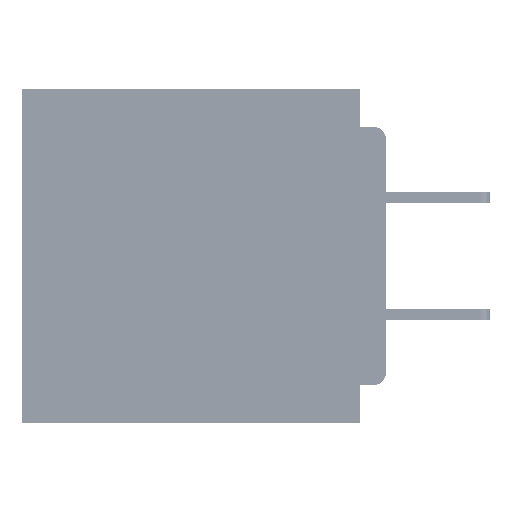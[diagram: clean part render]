
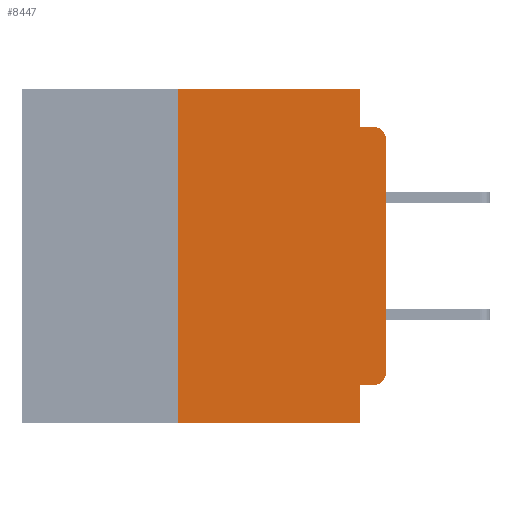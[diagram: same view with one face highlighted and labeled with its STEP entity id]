
A CAD part, left-side view. The second image highlights one B-rep face of the part: STEP entity #8447.
In plain terms, the highlighted planar face has unit normal (-1, 0, 0).
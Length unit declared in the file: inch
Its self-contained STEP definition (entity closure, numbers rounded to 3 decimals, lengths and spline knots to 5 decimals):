
#507 = DIRECTION ( 'NONE',  ( 0., 0., 1. ) ) ;
#1435 = ORIENTED_EDGE ( 'NONE', *, *, #17076, .T. ) ;
#1647 = CARTESIAN_POINT ( 'NONE',  ( 0., 0.25, 0. ) ) ;
#4190 = VERTEX_POINT ( 'NONE', #29910 ) ;
#4316 = CARTESIAN_POINT ( 'NONE',  ( 0., 0.437, 0. ) ) ;
#4437 = VERTEX_POINT ( 'NONE', #34685 ) ;
#4490 = DIRECTION ( 'NONE',  ( 0., -1., 0. ) ) ;
#5373 = EDGE_CURVE ( 'NONE', #47777, #37708, #24852, .T. ) ;
#6299 = DIRECTION ( 'NONE',  ( 0., 0., -1. ) ) ;
#6474 = EDGE_LOOP ( 'NONE', ( #16804, #1435, #50071, #14635, #45916, #60432, #46396, #26317, #60969, #19471 ) ) ;
#6510 = VERTEX_POINT ( 'NONE', #20383 ) ;
#6584 = CARTESIAN_POINT ( 'NONE',  ( 0., 0., 0. ) ) ;
#8212 = CARTESIAN_POINT ( 'NONE',  ( 0., 0.015, -0.045 ) ) ;
#8447 = ADVANCED_FACE ( 'NONE', ( #22554 ), #59795, .F. ) ;
#8986 = EDGE_CURVE ( 'NONE', #4437, #37708, #58455, .T. ) ;
#10733 = VECTOR ( 'NONE', #26342, 39.37008 ) ;
#10782 = LINE ( 'NONE', #6584, #23447 ) ;
#13878 = DIRECTION ( 'NONE',  ( 0., -1., 0. ) ) ;
#14635 = ORIENTED_EDGE ( 'NONE', *, *, #46323, .F. ) ;
#16804 = ORIENTED_EDGE ( 'NONE', *, *, #41286, .T. ) ;
#17076 = EDGE_CURVE ( 'NONE', #6510, #47916, #52341, .T. ) ;
#17202 = AXIS2_PLACEMENT_3D ( 'NONE', #51019, #18950, #56392 ) ;
#17715 = CARTESIAN_POINT ( 'NONE',  ( 0., 0.015, -0.06 ) ) ;
#18950 = DIRECTION ( 'NONE',  ( -1., 0., 0. ) ) ;
#19471 = ORIENTED_EDGE ( 'NONE', *, *, #24280, .T. ) ;
#20383 = CARTESIAN_POINT ( 'NONE',  ( 0., 0., -0.06 ) ) ;
#21092 = CARTESIAN_POINT ( 'NONE',  ( 0., 0.015, -0.355 ) ) ;
#22029 = CARTESIAN_POINT ( 'NONE',  ( 0., 0.25, -0.4 ) ) ;
#22554 = FACE_OUTER_BOUND ( 'NONE', #6474, .T. ) ;
#22807 = VECTOR ( 'NONE', #507, 39.37008 ) ;
#23109 = DIRECTION ( 'NONE',  ( 0., 0., -1. ) ) ;
#23447 = VECTOR ( 'NONE', #33627, 39.37008 ) ;
#24280 = EDGE_CURVE ( 'NONE', #26399, #67189, #50575, .T. ) ;
#24499 = LINE ( 'NONE', #22029, #22807 ) ;
#24852 = LINE ( 'NONE', #63364, #51604 ) ;
#25088 = LINE ( 'NONE', #36859, #10733 ) ;
#25624 = EDGE_CURVE ( 'NONE', #63112, #47916, #61270, .T. ) ;
#26317 = ORIENTED_EDGE ( 'NONE', *, *, #8986, .F. ) ;
#26342 = DIRECTION ( 'NONE',  ( 0., 1., 0. ) ) ;
#26399 = VERTEX_POINT ( 'NONE', #21092 ) ;
#27040 = CARTESIAN_POINT ( 'NONE',  ( 0., 0.031, 0. ) ) ;
#28350 = LINE ( 'NONE', #4316, #56808 ) ;
#29910 = CARTESIAN_POINT ( 'NONE',  ( 0., 0.031, 0. ) ) ;
#31295 = AXIS2_PLACEMENT_3D ( 'NONE', #33116, #38512, #6299 ) ;
#33116 = CARTESIAN_POINT ( 'NONE',  ( 0., 0.437, 0. ) ) ;
#33627 = DIRECTION ( 'NONE',  ( 0., 0., 1. ) ) ;
#34069 = CARTESIAN_POINT ( 'NONE',  ( 0., 0.25, -0.4 ) ) ;
#34685 = CARTESIAN_POINT ( 'NONE',  ( 0., 0.031, -0.355 ) ) ;
#34917 = LINE ( 'NONE', #27040, #49161 ) ;
#35211 = CARTESIAN_POINT ( 'NONE',  ( 0., 0., -0.045 ) ) ;
#36503 = DIRECTION ( 'NONE',  ( 0., -1., 0. ) ) ;
#36859 = CARTESIAN_POINT ( 'NONE',  ( 0., 0., -0.355 ) ) ;
#37708 = VERTEX_POINT ( 'NONE', #46934 ) ;
#38512 = DIRECTION ( 'NONE',  ( 1., 0., 0. ) ) ;
#39372 = CARTESIAN_POINT ( 'NONE',  ( 0., 0.031, -0.045 ) ) ;
#41286 = EDGE_CURVE ( 'NONE', #67189, #6510, #10782, .T. ) ;
#42559 = VECTOR ( 'NONE', #42651, 39.37008 ) ;
#42651 = DIRECTION ( 'NONE',  ( 0., 0., -1. ) ) ;
#45916 = ORIENTED_EDGE ( 'NONE', *, *, #52240, .F. ) ;
#46323 = EDGE_CURVE ( 'NONE', #4190, #63112, #34917, .T. ) ;
#46396 = ORIENTED_EDGE ( 'NONE', *, *, #5373, .T. ) ;
#46574 = CARTESIAN_POINT ( 'NONE',  ( 0., 0., -0.34 ) ) ;
#46934 = CARTESIAN_POINT ( 'NONE',  ( 0., 0.031, -0.4 ) ) ;
#47047 = VECTOR ( 'NONE', #13878, 39.37008 ) ;
#47127 = VERTEX_POINT ( 'NONE', #1647 ) ;
#47777 = VERTEX_POINT ( 'NONE', #34069 ) ;
#47916 = VERTEX_POINT ( 'NONE', #8212 ) ;
#48037 = CARTESIAN_POINT ( 'NONE',  ( 0., 0.031, -0.4 ) ) ;
#49161 = VECTOR ( 'NONE', #59077, 39.37008 ) ;
#49873 = EDGE_CURVE ( 'NONE', #47777, #47127, #24499, .T. ) ;
#50071 = ORIENTED_EDGE ( 'NONE', *, *, #25624, .F. ) ;
#50575 = CIRCLE ( 'NONE', #17202, 0.015 ) ;
#51019 = CARTESIAN_POINT ( 'NONE',  ( 0., 0.015, -0.34 ) ) ;
#51604 = VECTOR ( 'NONE', #4490, 39.37008 ) ;
#52240 = EDGE_CURVE ( 'NONE', #47127, #4190, #28350, .T. ) ;
#52341 = CIRCLE ( 'NONE', #66213, 0.015 ) ;
#55157 = DIRECTION ( 'NONE',  ( -1., 0., 0. ) ) ;
#56392 = DIRECTION ( 'NONE',  ( 0., 0., -1. ) ) ;
#56808 = VECTOR ( 'NONE', #36503, 39.37008 ) ;
#58455 = LINE ( 'NONE', #48037, #42559 ) ;
#59077 = DIRECTION ( 'NONE',  ( 0., 0., -1. ) ) ;
#59795 = PLANE ( 'NONE',  #31295 ) ;
#60432 = ORIENTED_EDGE ( 'NONE', *, *, #49873, .F. ) ;
#60969 = ORIENTED_EDGE ( 'NONE', *, *, #61476, .F. ) ;
#61270 = LINE ( 'NONE', #35211, #47047 ) ;
#61476 = EDGE_CURVE ( 'NONE', #26399, #4437, #25088, .T. ) ;
#63112 = VERTEX_POINT ( 'NONE', #39372 ) ;
#63364 = CARTESIAN_POINT ( 'NONE',  ( 0., 0.437, -0.4 ) ) ;
#66213 = AXIS2_PLACEMENT_3D ( 'NONE', #17715, #55157, #23109 ) ;
#67189 = VERTEX_POINT ( 'NONE', #46574 ) ;
